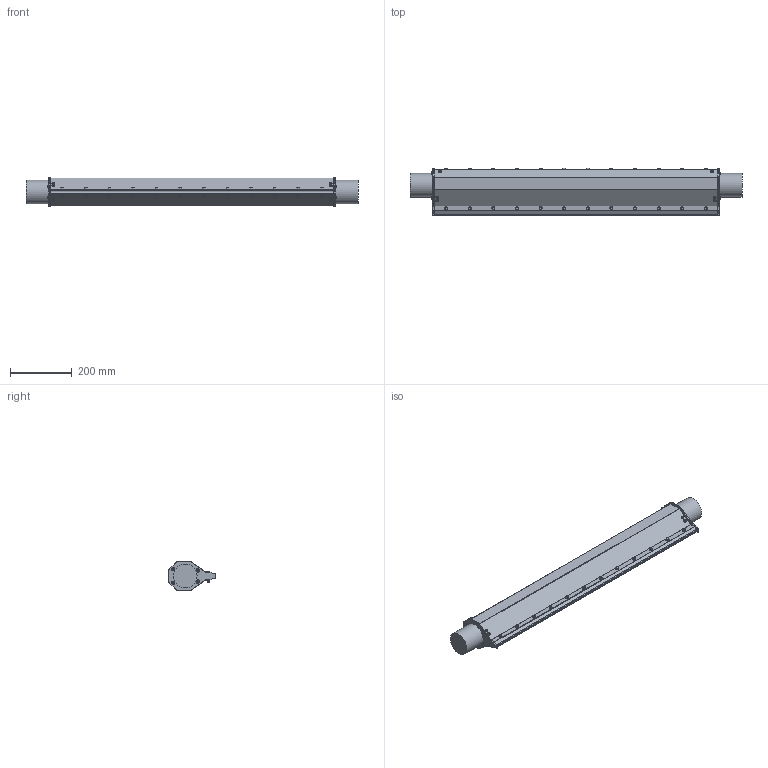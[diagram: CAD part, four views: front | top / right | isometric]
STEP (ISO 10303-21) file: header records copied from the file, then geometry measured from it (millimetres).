
FILE_DESCRIPTION(/* description */ (''),/* implementation_level */ '2;1');
FILE_NAME(/* name */ 'KAB1xxx36 DUMMY.stp',/* time_stamp */ '2018-02-20T10:35:35-05:00',/* author */ ('James'),/* organization */ (''),/* preprocessor_version */ 'ST-DEVELOPER v16.5',/* originating_system */ 'Autodesk Inventor 2017',/* authorisation */ '');
FILE_SCHEMA (('AUTOMOTIVE_DESIGN { 1 0 10303 214 3 1 1 }'));
Products named in the file (1): KAB1xxx36 DUMMY
Bounding box: 1071.58 x 153.78 x 96.52 mm (x, y, z)
Volume: 8247879.5 mm3; surface area: 430656.2 mm2
Topology: 1 solids, 1 shells, 735 faces, 1578 edges, 1016 vertices
Faces by surface type: plane 312, cone 180, cylinder 175, sphere 32, bspline 24, torus 12
Full cylindrical faces by diameter (mm): 7.6 x8, 8.5 x12, 9 x8, 9.5 x12, 10 x24, 10.135 x12, 10.5 x12, 11 x24, 76.2 x2
Entity records: 54326 total; most frequent: CARTESIAN_POINT 39710, DIRECTION 2978, ORIENTED_EDGE 2696, EDGE_CURVE 1348, AXIS2_PLACEMENT_3D 1302, EDGE_LOOP 1068, VERTEX_POINT 948, FACE_OUTER_BOUND 735
